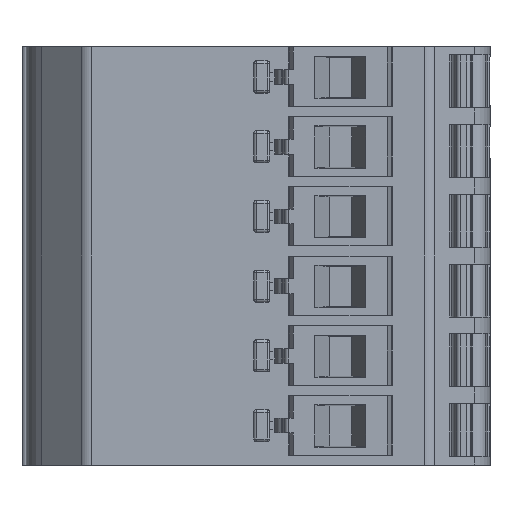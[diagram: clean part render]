
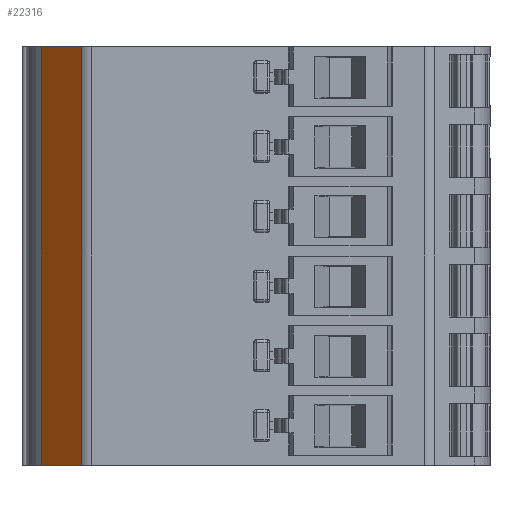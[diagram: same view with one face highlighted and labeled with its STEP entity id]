
A CAD part, front view. The second image highlights one B-rep face of the part: STEP entity #22316.
In plain terms, the highlighted planar face has unit normal (-0.707, -0.707, 0).
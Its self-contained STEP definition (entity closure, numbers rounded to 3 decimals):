
#935 = VECTOR ( 'NONE', #12977, 1000. ) ;
#983 = VECTOR ( 'NONE', #20641, 1000. ) ;
#1090 = VECTOR ( 'NONE', #1272, 1000. ) ;
#1272 = DIRECTION ( 'NONE',  ( 0.707, -0.707, 0. ) ) ;
#1721 = EDGE_CURVE ( 'NONE', #24854, #10975, #22338, .T. ) ;
#2591 = CARTESIAN_POINT ( 'NONE',  ( -22.272, 18.359, -26.05 ) ) ;
#5193 = EDGE_CURVE ( 'NONE', #20101, #11083, #24724, .T. ) ;
#5304 = CARTESIAN_POINT ( 'NONE',  ( -19.287, 15.374, -31.206 ) ) ;
#7190 = ORIENTED_EDGE ( 'NONE', *, *, #5193, .F. ) ;
#7278 = ORIENTED_EDGE ( 'NONE', *, *, #14089, .T. ) ;
#7930 = PLANE ( 'NONE',  #22366 ) ;
#8228 = EDGE_LOOP ( 'NONE', ( #29952, #26425, #7278, #7190 ) ) ;
#10718 = CARTESIAN_POINT ( 'NONE',  ( -22.272, 18.359, -31.206 ) ) ;
#10975 = VERTEX_POINT ( 'NONE', #29972 ) ;
#11058 = EDGE_CURVE ( 'NONE', #20101, #24854, #28685, .T. ) ;
#11083 = VERTEX_POINT ( 'NONE', #20493 ) ;
#12640 = FACE_OUTER_BOUND ( 'NONE', #8228, .T. ) ;
#12977 = DIRECTION ( 'NONE',  ( 0., 0., 1. ) ) ;
#14089 = EDGE_CURVE ( 'NONE', #10975, #11083, #27738, .T. ) ;
#14691 = VECTOR ( 'NONE', #22968, 1000. ) ;
#15815 = CARTESIAN_POINT ( 'NONE',  ( -19.287, 15.374, -31.206 ) ) ;
#18255 = CARTESIAN_POINT ( 'NONE',  ( -19.287, 15.374, -26.05 ) ) ;
#20101 = VERTEX_POINT ( 'NONE', #28829 ) ;
#20493 = CARTESIAN_POINT ( 'NONE',  ( -19.287, 15.374, 5.15 ) ) ;
#20641 = DIRECTION ( 'NONE',  ( 0.707, -0.707, 0. ) ) ;
#22316 = ADVANCED_FACE ( 'NONE', ( #12640 ), #7930, .T. ) ;
#22338 = LINE ( 'NONE', #18255, #983 ) ;
#22366 = AXIS2_PLACEMENT_3D ( 'NONE', #15815, #27894, #23185 ) ;
#22968 = DIRECTION ( 'NONE',  ( 0., 0., -1. ) ) ;
#23185 = DIRECTION ( 'NONE',  ( 0.707, -0.707, 0. ) ) ;
#23286 = CARTESIAN_POINT ( 'NONE',  ( -22.272, 18.359, 5.15 ) ) ;
#24724 = LINE ( 'NONE', #23286, #1090 ) ;
#24854 = VERTEX_POINT ( 'NONE', #2591 ) ;
#26425 = ORIENTED_EDGE ( 'NONE', *, *, #1721, .T. ) ;
#27738 = LINE ( 'NONE', #5304, #935 ) ;
#27894 = DIRECTION ( 'NONE',  ( -0.707, -0.707, 0. ) ) ;
#28685 = LINE ( 'NONE', #10718, #14691 ) ;
#28829 = CARTESIAN_POINT ( 'NONE',  ( -22.272, 18.359, 5.15 ) ) ;
#29952 = ORIENTED_EDGE ( 'NONE', *, *, #11058, .T. ) ;
#29972 = CARTESIAN_POINT ( 'NONE',  ( -19.287, 15.374, -26.05 ) ) ;
